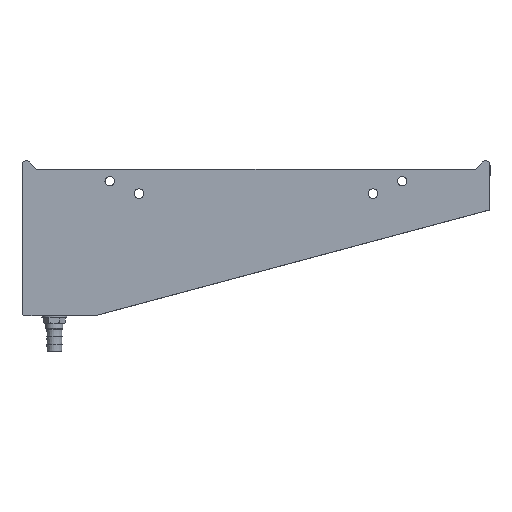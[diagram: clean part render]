
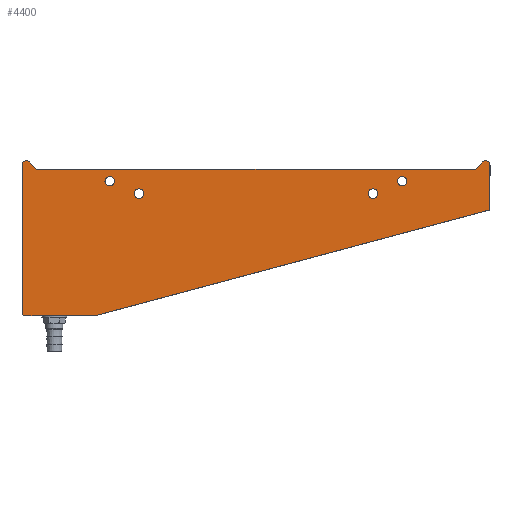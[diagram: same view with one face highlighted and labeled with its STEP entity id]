
A CAD part, top view. The second image highlights one B-rep face of the part: STEP entity #4400.
In plain terms, the highlighted planar face has unit normal (0, 0, 1).
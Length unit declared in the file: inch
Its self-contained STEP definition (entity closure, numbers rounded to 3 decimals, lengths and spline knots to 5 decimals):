
#114 = CARTESIAN_POINT ( 'NONE',  ( 0.07874, 0.07874, 1.9685 ) ) ;
#199 = DIRECTION ( 'NONE',  ( 1., 0., 0. ) ) ;
#239 = EDGE_CURVE ( 'NONE', #1706, #1706, #439, .T. ) ;
#250 = ORIENTED_EDGE ( 'NONE', *, *, #239, .F. ) ;
#310 = EDGE_CURVE ( 'NONE', #4353, #4117, #3511, .T. ) ;
#397 = DIRECTION ( 'NONE',  ( -0.707, 0.707, 0. ) ) ;
#399 = EDGE_CURVE ( 'NONE', #2122, #2261, #3832, .T. ) ;
#439 = CIRCLE ( 'NONE', #1971, 0.12795 ) ;
#456 = AXIS2_PLACEMENT_3D ( 'NONE', #3959, #2640, #3431 ) ;
#515 = VECTOR ( 'NONE', #3181, 39.37008 ) ;
#535 = EDGE_CURVE ( 'NONE', #4543, #2889, #1186, .T. ) ;
#678 = CARTESIAN_POINT ( 'NONE',  ( 0.07874, 0., 1.9685 ) ) ;
#693 = DIRECTION ( 'NONE',  ( 0.966, 0.259, 0. ) ) ;
#717 = CARTESIAN_POINT ( 'NONE',  ( 0., 4.05551, 1.9685 ) ) ;
#733 = VERTEX_POINT ( 'NONE', #3253 ) ;
#736 = AXIS2_PLACEMENT_3D ( 'NONE', #2608, #3766, #199 ) ;
#832 = ORIENTED_EDGE ( 'NONE', *, *, #1521, .T. ) ;
#835 = DIRECTION ( 'NONE',  ( 1., 0., 0. ) ) ;
#901 = ORIENTED_EDGE ( 'NONE', *, *, #535, .T. ) ;
#948 = VECTOR ( 'NONE', #1842, 39.37008 ) ;
#952 = AXIS2_PLACEMENT_3D ( 'NONE', #3621, #2927, #2156 ) ;
#1036 = VERTEX_POINT ( 'NONE', #1727 ) ;
#1052 = CARTESIAN_POINT ( 'NONE',  ( 1.95819, 0., 1.9685 ) ) ;
#1083 = VECTOR ( 'NONE', #4307, 39.37008 ) ;
#1107 = VERTEX_POINT ( 'NONE', #4521 ) ;
#1123 = LINE ( 'NONE', #3607, #3370 ) ;
#1139 = CARTESIAN_POINT ( 'NONE',  ( 0.40355, 3.93711, 1.9685 ) ) ;
#1186 = LINE ( 'NONE', #1494, #1826 ) ;
#1253 = EDGE_CURVE ( 'NONE', #4117, #3665, #2442, .T. ) ;
#1284 = EDGE_CURVE ( 'NONE', #4261, #4543, #4199, .T. ) ;
#1302 = ORIENTED_EDGE ( 'NONE', *, *, #399, .T. ) ;
#1332 = FACE_OUTER_BOUND ( 'NONE', #1978, .T. ) ;
#1368 = DIRECTION ( 'NONE',  ( 0., 0., 1. ) ) ;
#1406 = DIRECTION ( 'NONE',  ( 0., 0., 1. ) ) ;
#1455 = DIRECTION ( 'NONE',  ( -1., 0., 0. ) ) ;
#1494 = CARTESIAN_POINT ( 'NONE',  ( 12.19519, 3.93711, 1.9685 ) ) ;
#1502 = CARTESIAN_POINT ( 'NONE',  ( 12.59874, 2.84835, 1.9685 ) ) ;
#1521 = EDGE_CURVE ( 'NONE', #1107, #4261, #1849, .T. ) ;
#1595 = VECTOR ( 'NONE', #1455, 39.37008 ) ;
#1625 = EDGE_LOOP ( 'NONE', ( #250 ) ) ;
#1695 = VERTEX_POINT ( 'NONE', #1139 ) ;
#1706 = VERTEX_POINT ( 'NONE', #2762 ) ;
#1708 = CARTESIAN_POINT ( 'NONE',  ( 0., 4.05551, 1.9685 ) ) ;
#1715 = DIRECTION ( 'NONE',  ( 1., 0., 0. ) ) ;
#1727 = CARTESIAN_POINT ( 'NONE',  ( 3.27756, 3.2875, 1.9685 ) ) ;
#1771 = CARTESIAN_POINT ( 'NONE',  ( 0.40355, 3.93711, 1.9685 ) ) ;
#1785 = EDGE_LOOP ( 'NONE', ( #1955 ) ) ;
#1807 = CARTESIAN_POINT ( 'NONE',  ( 12.59874, 2.84835, 1.9685 ) ) ;
#1808 = LINE ( 'NONE', #1771, #1595 ) ;
#1826 = VECTOR ( 'NONE', #2901, 39.37008 ) ;
#1842 = DIRECTION ( 'NONE',  ( 0., -1., 0. ) ) ;
#1849 = LINE ( 'NONE', #1502, #1083 ) ;
#1939 = EDGE_CURVE ( 'NONE', #1036, #1036, #3659, .T. ) ;
#1955 = ORIENTED_EDGE ( 'NONE', *, *, #1939, .F. ) ;
#1956 = AXIS2_PLACEMENT_3D ( 'NONE', #114, #2263, #4367 ) ;
#1971 = AXIS2_PLACEMENT_3D ( 'NONE', #4564, #1406, #3863 ) ;
#1978 = EDGE_LOOP ( 'NONE', ( #1302, #4509, #3071, #4136, #4073, #2684, #832, #2316, #901, #2132, #2455 ) ) ;
#2044 = CIRCLE ( 'NONE', #1956, 0.07874 ) ;
#2122 = VERTEX_POINT ( 'NONE', #3543 ) ;
#2124 = FACE_BOUND ( 'NONE', #2490, .T. ) ;
#2132 = ORIENTED_EDGE ( 'NONE', *, *, #4158, .T. ) ;
#2156 = DIRECTION ( 'NONE',  ( 1., 0., 0. ) ) ;
#2171 = CARTESIAN_POINT ( 'NONE',  ( 1.97857, 0.00268, 1.9685 ) ) ;
#2261 = VERTEX_POINT ( 'NONE', #1708 ) ;
#2263 = DIRECTION ( 'NONE',  ( 0., 0., 1. ) ) ;
#2316 = ORIENTED_EDGE ( 'NONE', *, *, #1284, .T. ) ;
#2320 = DIRECTION ( 'NONE',  ( 1., 0., 0. ) ) ;
#2399 = ORIENTED_EDGE ( 'NONE', *, *, #3473, .F. ) ;
#2403 = CARTESIAN_POINT ( 'NONE',  ( 12.59874, 4.05551, 1.9685 ) ) ;
#2442 = CIRCLE ( 'NONE', #456, 0.07874 ) ;
#2455 = ORIENTED_EDGE ( 'NONE', *, *, #3165, .T. ) ;
#2490 = EDGE_LOOP ( 'NONE', ( #2399 ) ) ;
#2608 = CARTESIAN_POINT ( 'NONE',  ( 0.11811, 4.05551, 1.9685 ) ) ;
#2640 = DIRECTION ( 'NONE',  ( 0., 0., 1. ) ) ;
#2658 = AXIS2_PLACEMENT_3D ( 'NONE', #2682, #4080, #2320 ) ;
#2682 = CARTESIAN_POINT ( 'NONE',  ( 12.48063, 4.05551, 1.9685 ) ) ;
#2684 = ORIENTED_EDGE ( 'NONE', *, *, #3371, .T. ) ;
#2701 = CIRCLE ( 'NONE', #4032, 0.12795 ) ;
#2731 = PLANE ( 'NONE',  #952 ) ;
#2732 = DIRECTION ( 'NONE',  ( 0., 0., 1. ) ) ;
#2762 = CARTESIAN_POINT ( 'NONE',  ( 9.57677, 3.2875, 1.9685 ) ) ;
#2791 = AXIS2_PLACEMENT_3D ( 'NONE', #3427, #2732, #1715 ) ;
#2820 = LINE ( 'NONE', #717, #948 ) ;
#2889 = VERTEX_POINT ( 'NONE', #4060 ) ;
#2901 = DIRECTION ( 'NONE',  ( -0.707, -0.707, 0. ) ) ;
#2927 = DIRECTION ( 'NONE',  ( 0., 0., 1. ) ) ;
#3071 = ORIENTED_EDGE ( 'NONE', *, *, #3814, .T. ) ;
#3072 = FACE_BOUND ( 'NONE', #3703, .T. ) ;
#3099 = DIRECTION ( 'NONE',  ( 1., 0., 0. ) ) ;
#3137 = VERTEX_POINT ( 'NONE', #3177 ) ;
#3165 = EDGE_CURVE ( 'NONE', #1695, #2122, #1123, .T. ) ;
#3177 = CARTESIAN_POINT ( 'NONE',  ( 0., 0.07874, 1.9685 ) ) ;
#3181 = DIRECTION ( 'NONE',  ( 1., 0., 0. ) ) ;
#3253 = CARTESIAN_POINT ( 'NONE',  ( 2.49016, 3.62215, 1.9685 ) ) ;
#3303 = VECTOR ( 'NONE', #693, 39.37008 ) ;
#3370 = VECTOR ( 'NONE', #397, 39.37008 ) ;
#3371 = EDGE_CURVE ( 'NONE', #3665, #1107, #4285, .T. ) ;
#3427 = CARTESIAN_POINT ( 'NONE',  ( 2.3622, 3.62215, 1.9685 ) ) ;
#3431 = DIRECTION ( 'NONE',  ( 1., 0., 0. ) ) ;
#3473 = EDGE_CURVE ( 'NONE', #3898, #3898, #2701, .T. ) ;
#3479 = CARTESIAN_POINT ( 'NONE',  ( 12.39711, 4.13903, 1.9685 ) ) ;
#3511 = LINE ( 'NONE', #1052, #515 ) ;
#3543 = CARTESIAN_POINT ( 'NONE',  ( 0.20163, 4.13903, 1.9685 ) ) ;
#3607 = CARTESIAN_POINT ( 'NONE',  ( 0.20163, 4.13903, 1.9685 ) ) ;
#3621 = CARTESIAN_POINT ( 'NONE',  ( 0.11811, 4.05551, 1.9685 ) ) ;
#3659 = CIRCLE ( 'NONE', #3815, 0.12795 ) ;
#3662 = DIRECTION ( 'NONE',  ( 0., 0., 1. ) ) ;
#3665 = VERTEX_POINT ( 'NONE', #2171 ) ;
#3703 = EDGE_LOOP ( 'NONE', ( #3710 ) ) ;
#3710 = ORIENTED_EDGE ( 'NONE', *, *, #4083, .F. ) ;
#3766 = DIRECTION ( 'NONE',  ( 0., 0., 1. ) ) ;
#3805 = FACE_BOUND ( 'NONE', #1625, .T. ) ;
#3814 = EDGE_CURVE ( 'NONE', #3137, #4353, #2044, .T. ) ;
#3815 = AXIS2_PLACEMENT_3D ( 'NONE', #4120, #1368, #3099 ) ;
#3832 = CIRCLE ( 'NONE', #736, 0.11811 ) ;
#3863 = DIRECTION ( 'NONE',  ( 1., 0., 0. ) ) ;
#3898 = VERTEX_POINT ( 'NONE', #4293 ) ;
#3911 = CARTESIAN_POINT ( 'NONE',  ( 1.95819, 0., 1.9685 ) ) ;
#3959 = CARTESIAN_POINT ( 'NONE',  ( 1.95819, 0.07874, 1.9685 ) ) ;
#4032 = AXIS2_PLACEMENT_3D ( 'NONE', #4038, #3662, #835 ) ;
#4038 = CARTESIAN_POINT ( 'NONE',  ( 10.23622, 3.62215, 1.9685 ) ) ;
#4060 = CARTESIAN_POINT ( 'NONE',  ( 12.19519, 3.93711, 1.9685 ) ) ;
#4073 = ORIENTED_EDGE ( 'NONE', *, *, #1253, .T. ) ;
#4080 = DIRECTION ( 'NONE',  ( 0., 0., 1. ) ) ;
#4083 = EDGE_CURVE ( 'NONE', #733, #733, #4173, .T. ) ;
#4117 = VERTEX_POINT ( 'NONE', #3911 ) ;
#4120 = CARTESIAN_POINT ( 'NONE',  ( 3.14961, 3.2875, 1.9685 ) ) ;
#4136 = ORIENTED_EDGE ( 'NONE', *, *, #310, .T. ) ;
#4138 = EDGE_CURVE ( 'NONE', #2261, #3137, #2820, .T. ) ;
#4158 = EDGE_CURVE ( 'NONE', #2889, #1695, #1808, .T. ) ;
#4173 = CIRCLE ( 'NONE', #2791, 0.12795 ) ;
#4199 = CIRCLE ( 'NONE', #2658, 0.11811 ) ;
#4261 = VERTEX_POINT ( 'NONE', #2403 ) ;
#4285 = LINE ( 'NONE', #1807, #3303 ) ;
#4293 = CARTESIAN_POINT ( 'NONE',  ( 10.36417, 3.62215, 1.9685 ) ) ;
#4307 = DIRECTION ( 'NONE',  ( 0., 1., 0. ) ) ;
#4353 = VERTEX_POINT ( 'NONE', #678 ) ;
#4367 = DIRECTION ( 'NONE',  ( 1., 0., 0. ) ) ;
#4400 = ADVANCED_FACE ( 'NONE', ( #2124, #3072, #4477, #3805, #1332 ), #2731, .T. ) ;
#4477 = FACE_BOUND ( 'NONE', #1785, .T. ) ;
#4509 = ORIENTED_EDGE ( 'NONE', *, *, #4138, .T. ) ;
#4521 = CARTESIAN_POINT ( 'NONE',  ( 12.59874, 2.84835, 1.9685 ) ) ;
#4543 = VERTEX_POINT ( 'NONE', #3479 ) ;
#4564 = CARTESIAN_POINT ( 'NONE',  ( 9.44882, 3.2875, 1.9685 ) ) ;
